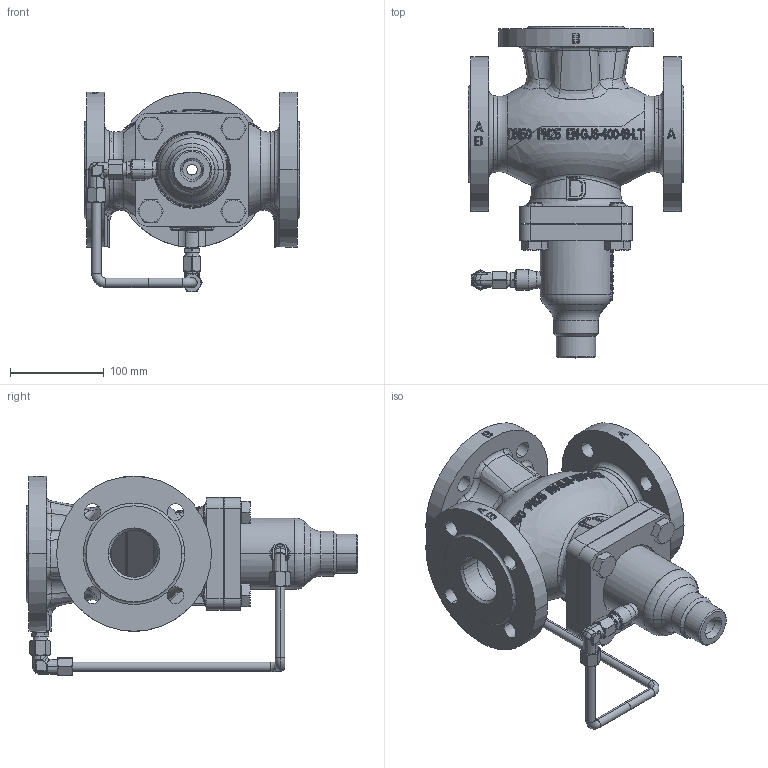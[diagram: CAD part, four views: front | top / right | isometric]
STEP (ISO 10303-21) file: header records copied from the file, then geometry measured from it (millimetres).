
FILE_DESCRIPTION((''),'2;1');
FILE_NAME('065B2601_ASM','2015-03-16T',('u317927'),('Danfoss'),'PRO/ENGINEER BY PARAMETRIC TECHNOLOGY CORPORATION, 2014000','PRO/ENGINEER BY PARAMETRIC TECHNOLOGY CORPORATION, 2014000','');
FILE_SCHEMA(('CONFIG_CONTROL_DESIGN'));
Products named in the file (7): 88615530_1; 88615590_1; 51840350_1; PRIKLJUCEK_1; CEV_VFG3_DN50_1; 065B2601_ASM_1_ASM; 065B2601_ASM
Assembly tree (10 placements, depth 3):
  065B2601_ASM
    065B2601_ASM_1_ASM
      88615530_1
      88615590_1
      51840350_1  x4
      PRIKLJUCEK_1  x2
      CEV_VFG3_DN50_1
Bounding box: 230 x 353.5 x 212.35 mm (x, y, z)
Volume: 2590174.4 mm3; surface area: 578736.9 mm2
Topology: 9 solids, 25 shells, 5212 faces, 12388 edges, 7284 vertices
Faces by surface type: bspline 2740, cylinder 1621, plane 390, extrusion 200, cone 127, torus 119, sphere 15
Entity records: 211658 total; most frequent: CARTESIAN_POINT 127932, ORIENTED_EDGE 23125, EDGE_CURVE 11616, B_SPLINE_CURVE_WITH_KNOTS 9398, DIRECTION 8173, VERTEX_POINT 6811, EDGE_LOOP 5054, FACE_OUTER_BOUND 4906
